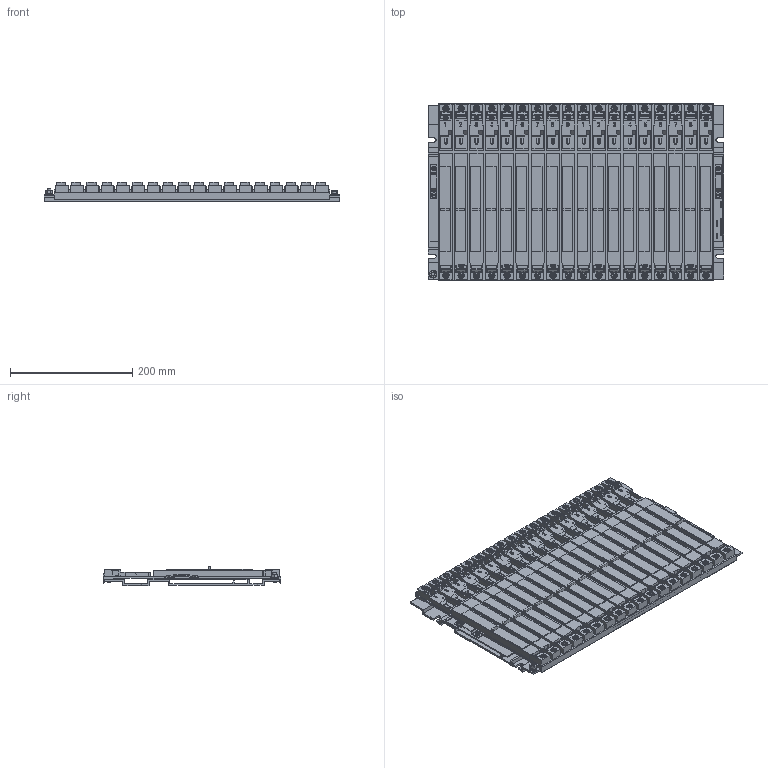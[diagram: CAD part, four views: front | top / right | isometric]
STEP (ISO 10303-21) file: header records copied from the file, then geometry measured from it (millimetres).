
FILE_DESCRIPTION(/* description */ (''),/* implementation_level */ '2;1');
FILE_NAME(/* name */ '6es74002ja000aa0_001_3d.stp',/* time_stamp */ '2011-08-10T11:14:57+02:00',/* author */ ('Z. Bartfai'),/* organization */ ('Siemens AG'),/* preprocessor_version */ 'ST-DEVELOPER v11',/* originating_system */ 'SIEMENS UGS NX 6.0',/* authorisation */ '');
FILE_SCHEMA (('AUTOMOTIVE_DESIGN { 1 0 10303 214 1 1 1 1 }'));
Products named in the file (3): A5E30448049A_001; A5E30448032A_001; A5E30448054A_001
Assembly tree (2 placements, depth 2):
  A5E30448054A_001
    A5E30448032A_001
    A5E30448049A_001
Bounding box: 482.5 x 290 x 32.4 mm (x, y, z)
Volume: 2075308.5 mm3; surface area: 1111532.4 mm2
Topology: 188 solids, 188 shells, 3872 faces, 10439 edges, 7019 vertices
Faces by surface type: plane 3020, cylinder 678, extrusion 174
Full cylindrical faces by diameter (mm): 2 x72, 2.7 x35, 4.13 x36, 5 x30, 5.05 x42, 5.3 x36, 6 x21, 6.4 x2, 7.5 x4, 8 x36, 12.5 x2
Entity records: 127431 total; most frequent: CARTESIAN_POINT 30182, ORIENTED_EDGE 19688, DIRECTION 18540, EDGE_CURVE 9844, VECTOR 8186, LINE 8012, VERTEX_POINT 6761, AXIS2_PLACEMENT_3D 5177
